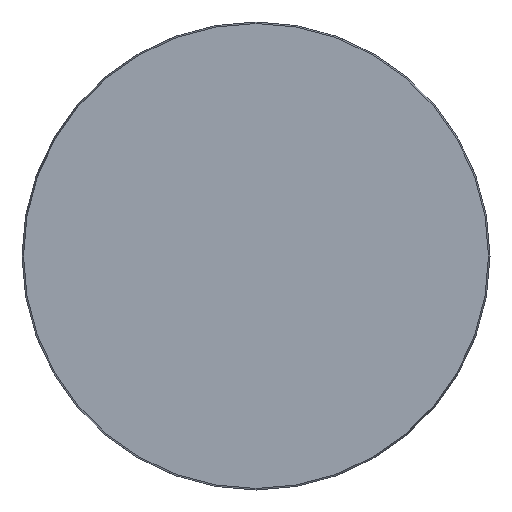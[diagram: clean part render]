
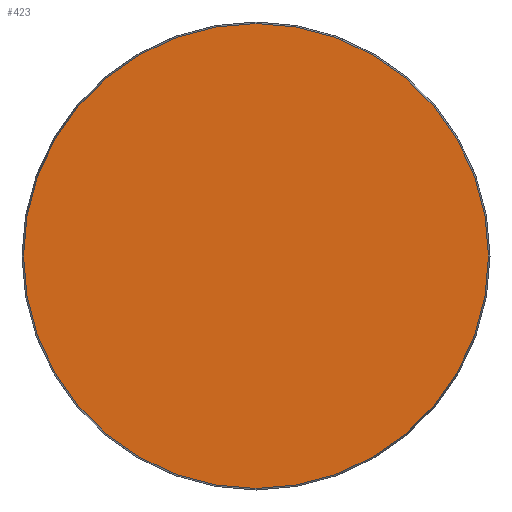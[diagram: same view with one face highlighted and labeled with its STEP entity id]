
A CAD part, front view. The second image highlights one B-rep face of the part: STEP entity #423.
In plain terms, the highlighted planar face has unit normal (0, -1, 0).
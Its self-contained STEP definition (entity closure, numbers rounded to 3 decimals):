
#18 = DIRECTION ( 'NONE',  ( 0., 0., 1. ) ) ;
#53 = DIRECTION ( 'NONE',  ( 0., -1., 0. ) ) ;
#56 = CARTESIAN_POINT ( 'NONE',  ( 0., 0., 0. ) ) ;
#62 = DIRECTION ( 'NONE',  ( 0., 0., -1. ) ) ;
#195 = VERTEX_POINT ( 'NONE', #652 ) ;
#227 = EDGE_LOOP ( 'NONE', ( #295 ) ) ;
#294 = FACE_OUTER_BOUND ( 'NONE', #227, .T. ) ;
#295 = ORIENTED_EDGE ( 'NONE', *, *, #401, .T. ) ;
#401 = EDGE_CURVE ( 'NONE', #195, #195, #706, .T. ) ;
#412 = CARTESIAN_POINT ( 'NONE',  ( -88.425, 0., 0. ) ) ;
#423 = ADVANCED_FACE ( 'NONE', ( #294 ), #526, .F. ) ;
#526 = PLANE ( 'NONE',  #569 ) ;
#569 = AXIS2_PLACEMENT_3D ( 'NONE', #412, #654, #18 ) ;
#652 = CARTESIAN_POINT ( 'NONE',  ( 0., 0., -88.425 ) ) ;
#654 = DIRECTION ( 'NONE',  ( 0., 1., 0. ) ) ;
#706 = CIRCLE ( 'NONE', #719, 88.425 ) ;
#719 = AXIS2_PLACEMENT_3D ( 'NONE', #56, #53, #62 ) ;
